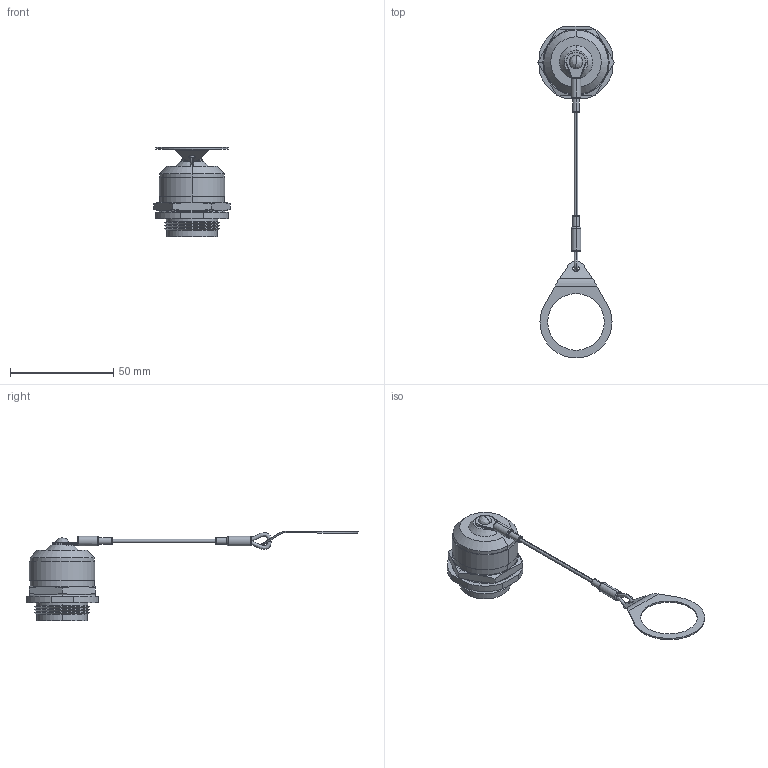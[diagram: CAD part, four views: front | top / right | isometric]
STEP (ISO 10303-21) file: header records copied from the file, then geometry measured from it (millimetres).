
FILE_DESCRIPTION (( 'STEP AP214' ), '1' );
FILE_NAME ('ECRK2203U00.STEP', '2012-11-07T15:41:40', ( 'x' ), ( '' ), 'SwSTEP 2.0', 'SolidWorks 2012', '' );
FILE_SCHEMA (( 'AUTOMOTIVE_DESIGN' ));
Length unit declared in the file: inch
Products named in the file (7): ECRK2203U00; ECRK0203U00-MA1; ECRK0203U00-MA2; ECRK0203U00; 3AB10-038; 3AB10-036-MA2; 3AB10-036-MA3
Assembly tree (6 placements, depth 3):
  ECRK2203U00
    ECRK0203U00
      ECRK0203U00-MA1
      ECRK0203U00-MA2
    3AB10-038
    3AB10-036-MA2
    3AB10-036-MA3
Bounding box: 37.04 x 160.63 x 43.4 mm (x, y, z)
Volume: 25674.1 mm3; surface area: 15174.7 mm2
Topology: 7 solids, 7 shells, 343 faces, 807 edges, 492 vertices
Faces by surface type: plane 153, cylinder 87, cone 74, torus 21, bspline 8
Entity records: 14574 total; most frequent: CARTESIAN_POINT 2914, DIRECTION 1677, ORIENTED_EDGE 1610, EDGE_CURVE 805, AXIS2_PLACEMENT_3D 613, VERTEX_POINT 492, VECTOR 451, LINE 451
